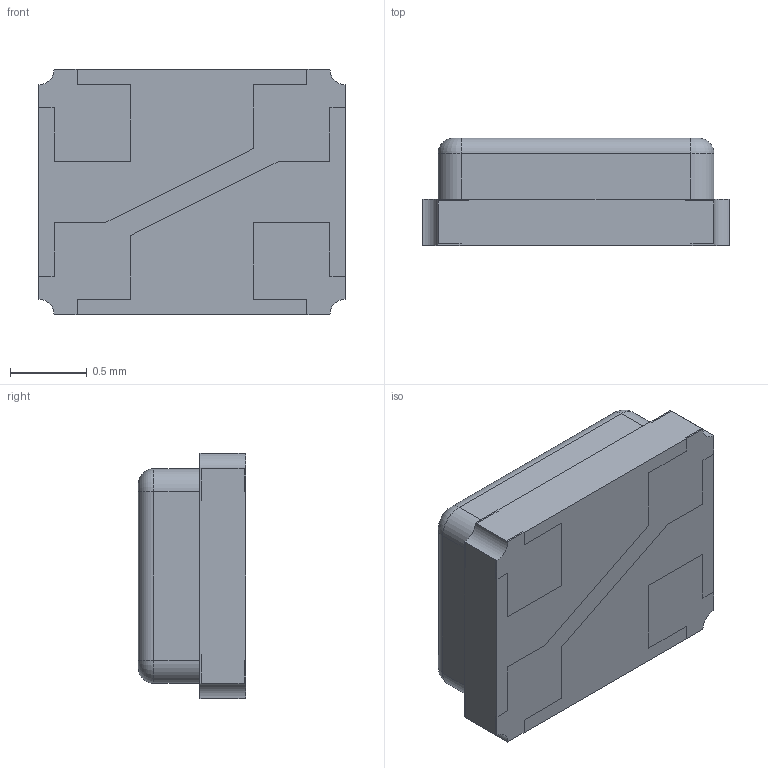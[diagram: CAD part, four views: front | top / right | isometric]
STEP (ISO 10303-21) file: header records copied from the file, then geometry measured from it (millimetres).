
FILE_DESCRIPTION (( 'STEP AP214' ), '1' );
FILE_NAME ('XRCGB27M000F2P00R0.STEP', '2020-04-02T06:53:53', ( '' ), ( '' ), 'SwSTEP 2.0', 'SolidWorks 2017', '' );
FILE_SCHEMA (( 'AUTOMOTIVE_DESIGN' ));
Length unit declared in the file: millimetre
Products named in the file (1): XRCGB27M000F2P00R0
Bounding box: 2 x 0.7 x 1.6 mm (x, y, z)
Volume: 1.9 mm3; surface area: 19.3 mm2
Topology: 5 solids, 5 shells, 158 faces, 420 edges, 272 vertices
Faces by surface type: plane 134, cylinder 20, torus 4
Entity records: 4886 total; most frequent: CARTESIAN_POINT 851, ORIENTED_EDGE 840, DIRECTION 782, EDGE_CURVE 420, LINE 376, VECTOR 376, VERTEX_POINT 272, AXIS2_PLACEMENT_3D 203
